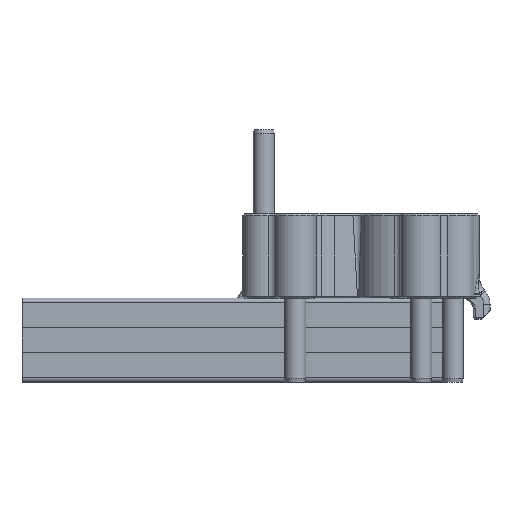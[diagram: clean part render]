
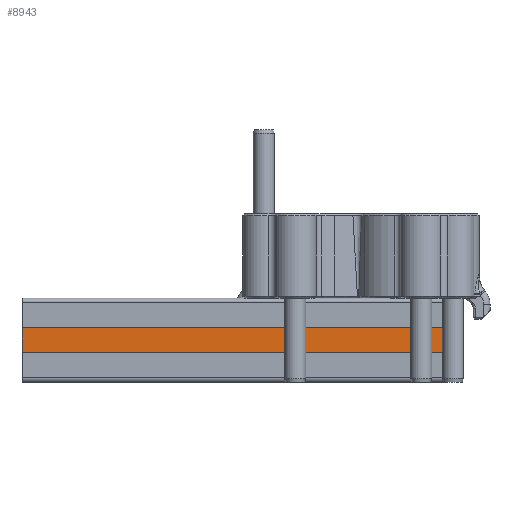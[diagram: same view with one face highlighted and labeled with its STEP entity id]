
A CAD part, left-side view. The second image highlights one B-rep face of the part: STEP entity #8943.
In plain terms, the highlighted planar face has unit normal (-1, 0, 0).
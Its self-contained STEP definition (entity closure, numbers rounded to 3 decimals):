
#647=PLANE('',#9816);
#1147=FACE_OUTER_BOUND('',#1715,.T.);
#1715=EDGE_LOOP('',(#7973,#7974,#7975,#7976));
#2553=LINE('',#15598,#3403);
#2554=LINE('',#15601,#3404);
#2555=LINE('',#15603,#3405);
#2556=LINE('',#15604,#3406);
#3403=VECTOR('',#12110,10.);
#3404=VECTOR('',#12113,10.);
#3405=VECTOR('',#12114,10.);
#3406=VECTOR('',#12115,10.);
#4465=VERTEX_POINT('',#15594);
#4466=VERTEX_POINT('',#15596);
#4467=VERTEX_POINT('',#15600);
#4468=VERTEX_POINT('',#15602);
#5675=EDGE_CURVE('',#4465,#4466,#2553,.T.);
#5676=EDGE_CURVE('',#4465,#4467,#2554,.T.);
#5677=EDGE_CURVE('',#4468,#4466,#2555,.T.);
#5678=EDGE_CURVE('',#4467,#4468,#2556,.T.);
#7973=ORIENTED_EDGE('',*,*,#5676,.F.);
#7974=ORIENTED_EDGE('',*,*,#5675,.T.);
#7975=ORIENTED_EDGE('',*,*,#5677,.F.);
#7976=ORIENTED_EDGE('',*,*,#5678,.F.);
#8943=ADVANCED_FACE('',(#1147),#647,.T.);
#9816=AXIS2_PLACEMENT_3D('',#15599,#12111,#12112);
#12110=DIRECTION('',(0.,-1.,0.));
#12111=DIRECTION('center_axis',(-1.,0.,0.));
#12112=DIRECTION('ref_axis',(0.,0.,
-1.));
#12113=DIRECTION('',(0.,0.,1.));
#12114=DIRECTION('',(0.,0.,-1.));
#12115=DIRECTION('',(0.,-1.,0.));
#15594=CARTESIAN_POINT('',(-14.,0.,-35.979));
#15596=CARTESIAN_POINT('',(-14.,-100.,-35.979));
#15598=CARTESIAN_POINT('',(-14.,0.,-35.979));
#15599=CARTESIAN_POINT('Origin',(-14.,0.,-30.101));
#15600=CARTESIAN_POINT('',(-14.,0.,-30.101));
#15601=CARTESIAN_POINT('',(-14.,0.,-35.979));
#15602=CARTESIAN_POINT('',(-14.,-100.,-30.101));
#15603=CARTESIAN_POINT('',(-14.,-100.,-35.979));
#15604=CARTESIAN_POINT('',(-14.,0.,-30.101));
